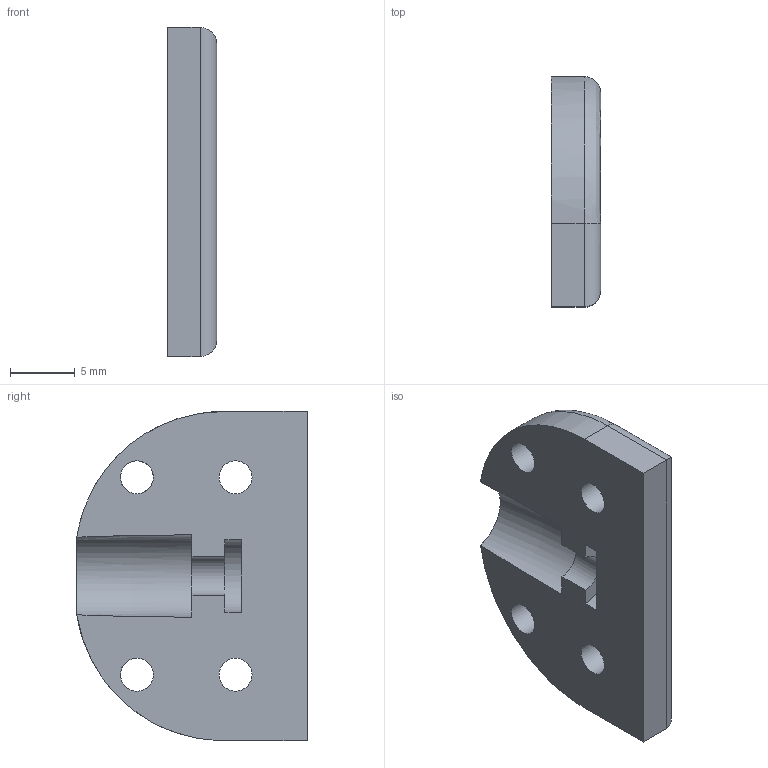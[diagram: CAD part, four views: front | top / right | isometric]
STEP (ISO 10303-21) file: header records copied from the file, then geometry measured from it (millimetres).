
FILE_DESCRIPTION(/* description */ ('Alibre Inc.'),/* implementation_level */ '2;1');
FILE_NAME(/* name */ 'export0',/* time_stamp */ '2013-09-08T12:21:38-04:00',/* author */ (''),/* organization */ (''),/* preprocessor_version */ 'ST-DEVELOPER v14',/* originating_system */ 'Alibre',/* authorisation */ '');
FILE_SCHEMA (('CONFIG_CONTROL_DESIGN'));
Length unit declared in the file: centimetre
Products named in the file (1): ID_1
Bounding box: 3.81 x 17.78 x 25.4 mm (x, y, z)
Volume: 1275 mm3; surface area: 1183.3 mm2
Topology: 1 solids, 1 shells, 28 faces, 74 edges, 46 vertices
Faces by surface type: cylinder 10, plane 9, bspline 6, sphere 2, torus 1
Full cylindrical faces by diameter (mm): 2.54 x4
Entity records: 1765 total; most frequent: CARTESIAN_POINT 1046, ORIENTED_EDGE 140, DIRECTION 102, EDGE_CURVE 70, VERTEX_POINT 46, AXIS2_PLACEMENT_3D 44, EDGE_LOOP 38, FACE_BOUND 38
